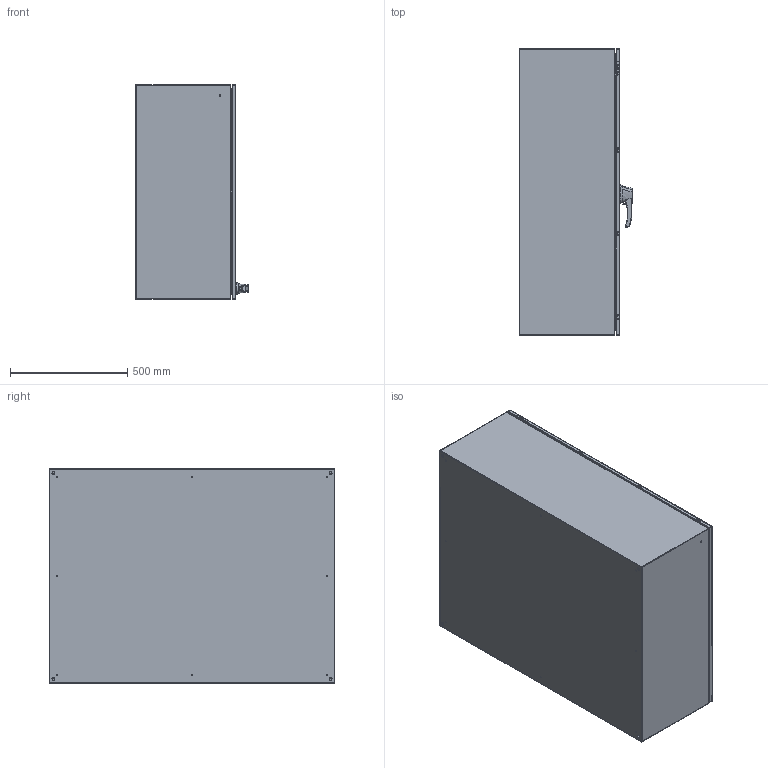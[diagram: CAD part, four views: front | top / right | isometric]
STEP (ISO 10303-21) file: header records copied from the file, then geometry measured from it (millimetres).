
FILE_DESCRIPTION (( 'STEP AP214' ), '1' );
FILE_NAME ('EN4SD483616SSWH.STEP', '2019-10-02T21:36:40', ( '' ), ( '' ), 'SwSTEP 2.0', 'SolidWorks 2018', '' );
FILE_SCHEMA (( 'AUTOMOTIVE_DESIGN' ));
Length unit declared in the file: inch
Products named in the file (1): EN4SD483616SSWH
Bounding box: 481.53 x 1219.2 x 914.4 mm (x, y, z)
Volume: 8371880.4 mm3; surface area: 9081985.2 mm2
Topology: 59 solids, 60 shells, 1546 faces, 3644 edges, 2268 vertices
Faces by surface type: plane 677, cylinder 590, bspline 204, cone 61, torus 14
Entity records: 105284 total; most frequent: CARTESIAN_POINT 50172, ORIENTED_EDGE 7254, DIRECTION 6745, EDGE_CURVE 3627, AXIS2_PLACEMENT_3D 2400, VERTEX_POINT 2268, LINE 1945, VECTOR 1945
